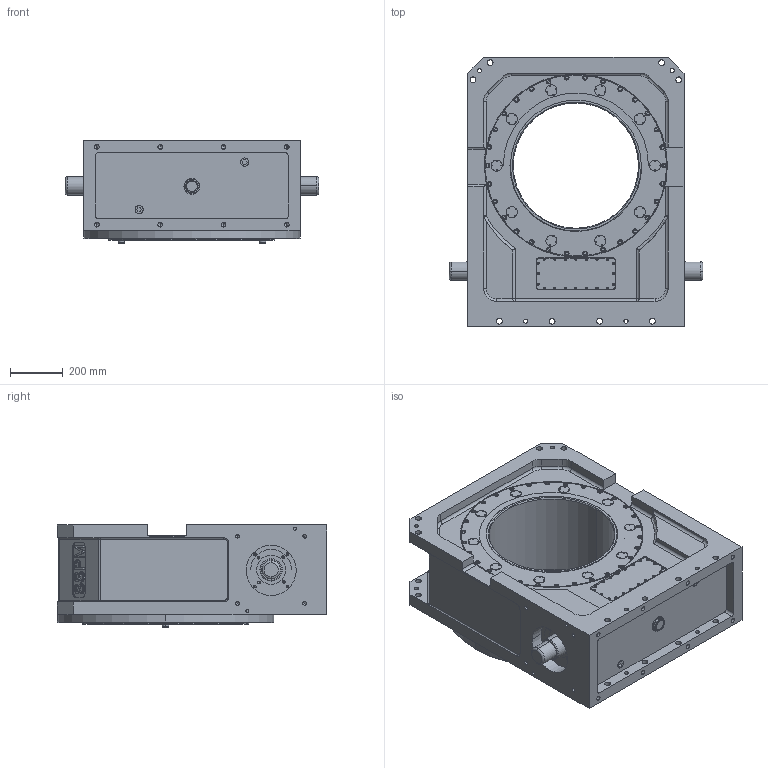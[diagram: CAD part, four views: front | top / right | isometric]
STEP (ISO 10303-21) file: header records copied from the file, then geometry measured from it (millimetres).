
FILE_DESCRIPTION (( 'STEP AP203' ), '1' );
FILE_NAME ('東莞翔笙(友川)FR400-36360-R1-011R.stp', '2025-06-25T06:19:21', ( '' ), ( '' ), 'SwSTEP 2.0', 'SolidWorks 2018', '' );
FILE_SCHEMA (( 'CONFIG_CONTROL_DESIGN' ));
Products named in the file (1): 東莞翔笙(友川)FR400-36360-R1-011R
Bounding box: 961 x 1020 x 387 mm (x, y, z)
Volume: 198630324.9 mm3; surface area: 3919527.1 mm2
Topology: 3 solids, 3 shells, 2406 faces, 5823 edges, 3661 vertices
Faces by surface type: plane 1259, cylinder 854, cone 216, torus 50, bspline 23, sphere 4
Entity records: 76076 total; most frequent: CARTESIAN_POINT 19455, DIRECTION 12028, ORIENTED_EDGE 11214, EDGE_CURVE 5607, AXIS2_PLACEMENT_3D 4232, VERTEX_POINT 3661, LINE 3564, VECTOR 3564
